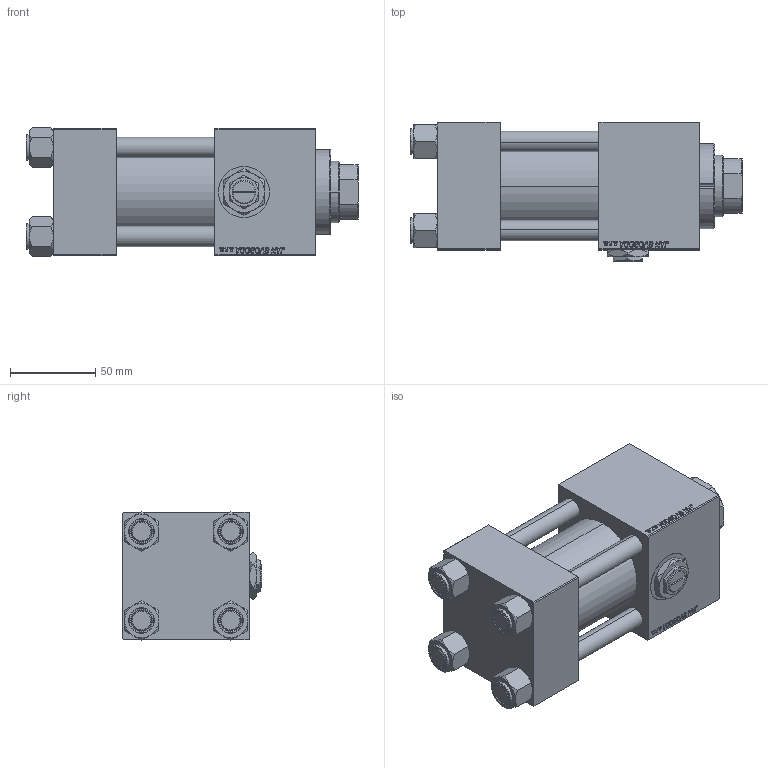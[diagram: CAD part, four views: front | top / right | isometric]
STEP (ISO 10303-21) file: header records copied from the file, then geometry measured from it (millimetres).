
FILE_DESCRIPTION (( 'STEP AP203' ), '1' );
FILE_NAME ('1b82.STEP', '2022-04-16T03:51:34', ( '' ), ( '' ), 'SwSTEP 2.0', 'SolidWorks 2019', '' );
FILE_SCHEMA (( 'CONFIG_CONTROL_DESIGN' ));
Length unit declared in the file: millimetre
Products named in the file (7): NUT_M5_C d50d4fd6bd21d81a52a2f02ac92381d5; 1b82; V215CR_C_TYCINKA d50d4fd6bd21d81a52a2f02ac92381d5; V215CR_C_Body d50d4fd6bd21d81a52a2f02ac92381d5; V215_VC_A d50d4fd6bd21d81a52a2f02ac92381d5; Zatka_pro_OIL_PORT d50d4fd6bd21d81a52a2f02ac92381d5; V215CR_VCP_C d50d4fd6bd21d81a52a2f02ac92381d5
Assembly tree (12 placements, depth 2):
  1b82
    V215CR_C_Body d50d4fd6bd21d81a52a2f02ac92381d5
    V215CR_VCP_C d50d4fd6bd21d81a52a2f02ac92381d5
    NUT_M5_C d50d4fd6bd21d81a52a2f02ac92381d5  x4
    V215CR_C_TYCINKA d50d4fd6bd21d81a52a2f02ac92381d5  x4
    V215_VC_A d50d4fd6bd21d81a52a2f02ac92381d5
    Zatka_pro_OIL_PORT d50d4fd6bd21d81a52a2f02ac92381d5
Bounding box: 195 x 82 x 75.54 mm (x, y, z)
Volume: 682376.2 mm3; surface area: 157588.4 mm2
Topology: 12 solids, 12 shells, 1202 faces, 3000 edges, 1943 vertices
Faces by surface type: plane 551, bspline 392, cone 156, cylinder 95, torus 8
Entity records: 52119 total; most frequent: CARTESIAN_POINT 27731, ORIENTED_EDGE 5492, DIRECTION 3532, EDGE_CURVE 2746, VERTEX_POINT 1799, VECTOR 1632, LINE 1632, EDGE_LOOP 1217
